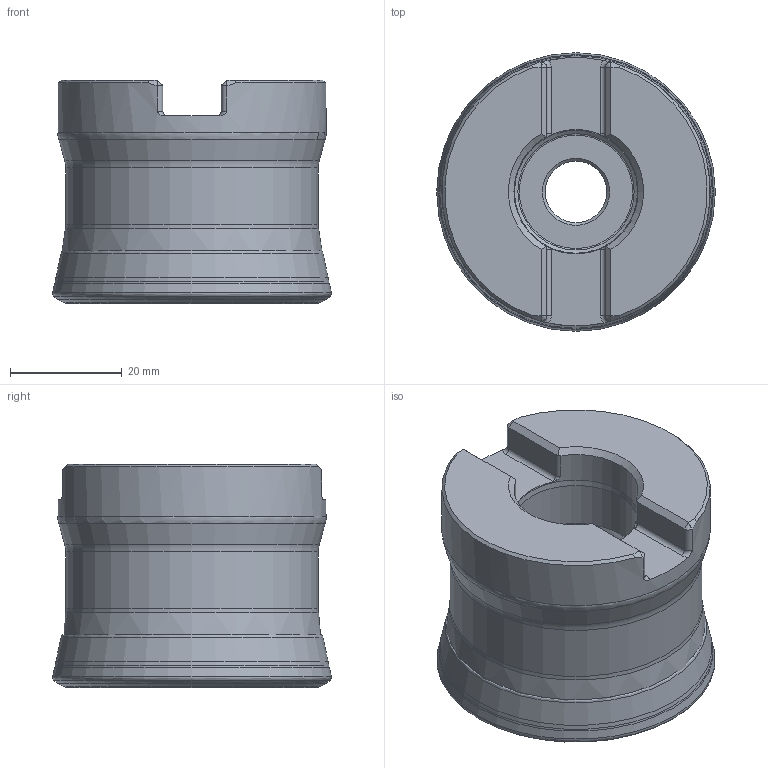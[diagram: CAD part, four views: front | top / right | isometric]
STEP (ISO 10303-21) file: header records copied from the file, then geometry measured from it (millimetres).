
FILE_DESCRIPTION(/* description */ (''),/* implementation_level */ '2;1');
FILE_NAME(/* name */ '50A07R_SMOBN10_C_203904569ndi000_00_SIM.stp',/* time_stamp */ '2021-12-22T08:30:26+01:00',/* author */ (''),/* organization */ (''),/* preprocessor_version */ 'ST-DEVELOPER v16.7',/* originating_system */ 'SIEMENS PLM Software NX 12.0',/* authorisation */ '');
FILE_SCHEMA (('AUTOMOTIVE_DESIGN { 1 0 10303 214 3 1 1 1 }'));
Length unit declared in the file: millimetre
Products named in the file (1): fo343960DD1Di76k
Bounding box: 49.84 x 49.8 x 40 mm (x, y, z)
Volume: 59283.4 mm3; surface area: 15150.4 mm2
Topology: 2 solids, 2 shells, 116 faces, 267 edges, 150 vertices
Faces by surface type: revolution 34, cylinder 24, torus 20, plane 19, cone 19
Full cylindrical faces by diameter (mm): 11 x1, 18.1 x1, 22.006 x1, 22.2 x1, 45.145 x1, 48 x1
Entity records: 3232 total; most frequent: CARTESIAN_POINT 892, DIRECTION 478, ORIENTED_EDGE 382, AXIS2_PLACEMENT_3D 198, EDGE_CURVE 191, EDGE_LOOP 182, VERTEX_POINT 141, FACE_BOUND 132
